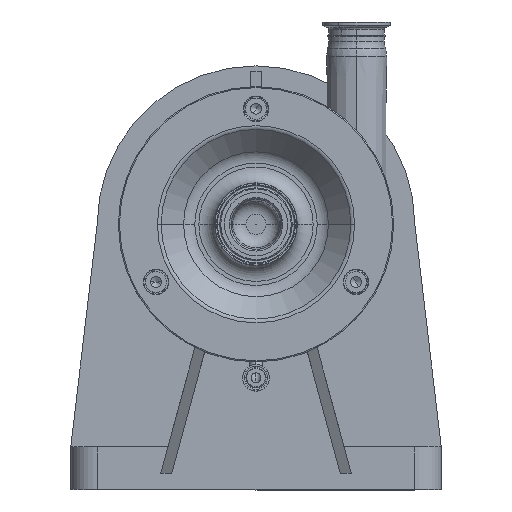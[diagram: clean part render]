
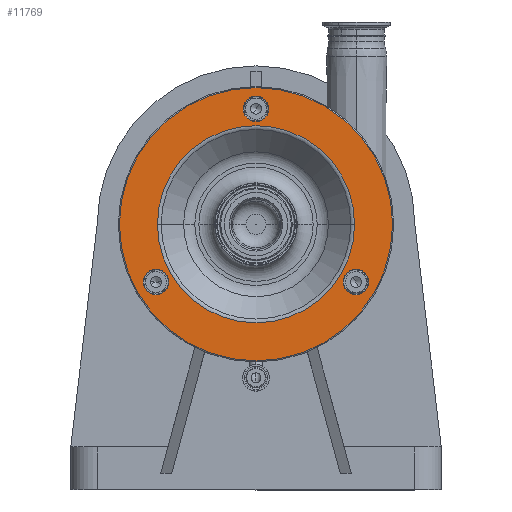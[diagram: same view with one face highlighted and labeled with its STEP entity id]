
A CAD part, top view. The second image highlights one B-rep face of the part: STEP entity #11769.
In plain terms, the highlighted planar face has unit normal (0, 0, 1).
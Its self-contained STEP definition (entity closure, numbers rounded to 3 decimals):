
#444 = CARTESIAN_POINT ( 'NONE',  ( 0., 250., 93.5 ) ) ;
#546 = VERTEX_POINT ( 'NONE', #12941 ) ;
#631 = DIRECTION ( 'NONE',  ( -1., 0., 0. ) ) ;
#715 = CARTESIAN_POINT ( 'NONE',  ( -82.397, 195.5, 93.5 ) ) ;
#1381 = CARTESIAN_POINT ( 'NONE',  ( 0., 250., 93.5 ) ) ;
#1524 = DIRECTION ( 'NONE',  ( 0., 0., -1. ) ) ;
#1580 = AXIS2_PLACEMENT_3D ( 'NONE', #444, #1524, #3062 ) ;
#1682 = ORIENTED_EDGE ( 'NONE', *, *, #16606, .F. ) ;
#2315 = CARTESIAN_POINT ( 'NONE',  ( 129., 250., 93.5 ) ) ;
#2531 = CIRCLE ( 'NONE', #4077, 12. ) ;
#2576 = EDGE_LOOP ( 'NONE', ( #17511, #1682 ) ) ;
#2635 = DIRECTION ( 'NONE',  ( 0., 0., -1. ) ) ;
#2797 = FACE_OUTER_BOUND ( 'NONE', #2576, .T. ) ;
#2824 = DIRECTION ( 'NONE',  ( 0., 0., -1. ) ) ;
#3062 = DIRECTION ( 'NONE',  ( -1., 0., 0. ) ) ;
#3400 = EDGE_LOOP ( 'NONE', ( #17120, #6137 ) ) ;
#3892 = CIRCLE ( 'NONE', #19054, 93.071 ) ;
#4077 = AXIS2_PLACEMENT_3D ( 'NONE', #12545, #11104, #18461 ) ;
#4178 = CIRCLE ( 'NONE', #16259, 12. ) ;
#4219 = EDGE_CURVE ( 'NONE', #16404, #6151, #17686, .T. ) ;
#4318 = CARTESIAN_POINT ( 'NONE',  ( 93.071, 250., 93.5 ) ) ;
#4386 = CIRCLE ( 'NONE', #1580, 129. ) ;
#4656 = ORIENTED_EDGE ( 'NONE', *, *, #5263, .T. ) ;
#4739 = EDGE_CURVE ( 'NONE', #546, #11035, #10254, .T. ) ;
#4977 = CARTESIAN_POINT ( 'NONE',  ( 0., 250., 93.5 ) ) ;
#5216 = DIRECTION ( 'NONE',  ( 0., 0., -1. ) ) ;
#5263 = EDGE_CURVE ( 'NONE', #11035, #546, #4178, .T. ) ;
#5329 = EDGE_CURVE ( 'NONE', #6151, #16404, #3892, .T. ) ;
#5497 = CARTESIAN_POINT ( 'NONE',  ( 0., 359., 93.5 ) ) ;
#5755 = EDGE_LOOP ( 'NONE', ( #7938, #12142 ) ) ;
#6073 = DIRECTION ( 'NONE',  ( 0., 0., -1. ) ) ;
#6137 = ORIENTED_EDGE ( 'NONE', *, *, #4219, .T. ) ;
#6151 = VERTEX_POINT ( 'NONE', #18997 ) ;
#6461 = CIRCLE ( 'NONE', #13591, 12. ) ;
#6831 = EDGE_LOOP ( 'NONE', ( #7043, #12090 ) ) ;
#6834 = AXIS2_PLACEMENT_3D ( 'NONE', #18078, #9348, #9058 ) ;
#7043 = ORIENTED_EDGE ( 'NONE', *, *, #11584, .T. ) ;
#7133 = FACE_BOUND ( 'NONE', #7500, .T. ) ;
#7241 = FACE_BOUND ( 'NONE', #3400, .T. ) ;
#7480 = VERTEX_POINT ( 'NONE', #13190 ) ;
#7500 = EDGE_LOOP ( 'NONE', ( #4656, #8571 ) ) ;
#7506 = CIRCLE ( 'NONE', #14950, 129. ) ;
#7647 = AXIS2_PLACEMENT_3D ( 'NONE', #5497, #11443, #17329 ) ;
#7938 = ORIENTED_EDGE ( 'NONE', *, *, #14504, .T. ) ;
#7986 = EDGE_CURVE ( 'NONE', #13089, #13612, #16007, .T. ) ;
#8320 = CARTESIAN_POINT ( 'NONE',  ( -12., 359., 93.5 ) ) ;
#8417 = FACE_BOUND ( 'NONE', #6831, .T. ) ;
#8429 = CIRCLE ( 'NONE', #17696, 12. ) ;
#8443 = CARTESIAN_POINT ( 'NONE',  ( 94.397, 195.5, 93.5 ) ) ;
#8571 = ORIENTED_EDGE ( 'NONE', *, *, #4739, .T. ) ;
#8890 = DIRECTION ( 'NONE',  ( -1., 0., 0. ) ) ;
#9058 = DIRECTION ( 'NONE',  ( -1., 0., 0. ) ) ;
#9348 = DIRECTION ( 'NONE',  ( 0., 0., -1. ) ) ;
#9910 = DIRECTION ( 'NONE',  ( -1., 0., 0. ) ) ;
#9974 = DIRECTION ( 'NONE',  ( -1., 0., 0. ) ) ;
#10206 = CARTESIAN_POINT ( 'NONE',  ( 106.397, 195.5, 93.5 ) ) ;
#10208 = CARTESIAN_POINT ( 'NONE',  ( -106.397, 195.5, 93.5 ) ) ;
#10254 = CIRCLE ( 'NONE', #6834, 12. ) ;
#11035 = VERTEX_POINT ( 'NONE', #10206 ) ;
#11104 = DIRECTION ( 'NONE',  ( 0., 0., -1. ) ) ;
#11437 = CARTESIAN_POINT ( 'NONE',  ( 0., 379., 93.5 ) ) ;
#11443 = DIRECTION ( 'NONE',  ( 0., 0., -1. ) ) ;
#11584 = EDGE_CURVE ( 'NONE', #17397, #17609, #8429, .T. ) ;
#11720 = CARTESIAN_POINT ( 'NONE',  ( 0., 250., 93.5 ) ) ;
#11769 = ADVANCED_FACE ( 'NONE', ( #7133, #8417, #13068, #2797, #7241 ), #14335, .F. ) ;
#11826 = AXIS2_PLACEMENT_3D ( 'NONE', #11720, #17423, #8890 ) ;
#12006 = DIRECTION ( 'NONE',  ( -1., 0., 0. ) ) ;
#12090 = ORIENTED_EDGE ( 'NONE', *, *, #18348, .T. ) ;
#12142 = ORIENTED_EDGE ( 'NONE', *, *, #7986, .T. ) ;
#12545 = CARTESIAN_POINT ( 'NONE',  ( 0., 359., 93.5 ) ) ;
#12941 = CARTESIAN_POINT ( 'NONE',  ( 82.397, 195.5, 93.5 ) ) ;
#13068 = FACE_BOUND ( 'NONE', #5755, .T. ) ;
#13089 = VERTEX_POINT ( 'NONE', #8320 ) ;
#13105 = DIRECTION ( 'NONE',  ( -1., 0., 0. ) ) ;
#13190 = CARTESIAN_POINT ( 'NONE',  ( -129., 250., 93.5 ) ) ;
#13457 = CARTESIAN_POINT ( 'NONE',  ( -94.397, 195.5, 93.5 ) ) ;
#13591 = AXIS2_PLACEMENT_3D ( 'NONE', #13457, #6073, #12006 ) ;
#13612 = VERTEX_POINT ( 'NONE', #17455 ) ;
#13959 = DIRECTION ( 'NONE',  ( -1., 0., 0. ) ) ;
#14318 = AXIS2_PLACEMENT_3D ( 'NONE', #11437, #17324, #9974 ) ;
#14335 = PLANE ( 'NONE',  #14318 ) ;
#14504 = EDGE_CURVE ( 'NONE', #13612, #13089, #2531, .T. ) ;
#14950 = AXIS2_PLACEMENT_3D ( 'NONE', #4977, #18375, #631 ) ;
#15928 = EDGE_CURVE ( 'NONE', #7480, #19149, #7506, .T. ) ;
#16007 = CIRCLE ( 'NONE', #7647, 12. ) ;
#16259 = AXIS2_PLACEMENT_3D ( 'NONE', #8443, #2824, #13105 ) ;
#16404 = VERTEX_POINT ( 'NONE', #4318 ) ;
#16606 = EDGE_CURVE ( 'NONE', #19149, #7480, #4386, .T. ) ;
#17120 = ORIENTED_EDGE ( 'NONE', *, *, #5329, .T. ) ;
#17324 = DIRECTION ( 'NONE',  ( 0., 0., -1. ) ) ;
#17329 = DIRECTION ( 'NONE',  ( -1., 0., 0. ) ) ;
#17397 = VERTEX_POINT ( 'NONE', #715 ) ;
#17423 = DIRECTION ( 'NONE',  ( 0., 0., -1. ) ) ;
#17455 = CARTESIAN_POINT ( 'NONE',  ( 12., 359., 93.5 ) ) ;
#17511 = ORIENTED_EDGE ( 'NONE', *, *, #15928, .F. ) ;
#17609 = VERTEX_POINT ( 'NONE', #10208 ) ;
#17686 = CIRCLE ( 'NONE', #11826, 93.071 ) ;
#17696 = AXIS2_PLACEMENT_3D ( 'NONE', #18319, #5216, #13959 ) ;
#18078 = CARTESIAN_POINT ( 'NONE',  ( 94.397, 195.5, 93.5 ) ) ;
#18319 = CARTESIAN_POINT ( 'NONE',  ( -94.397, 195.5, 93.5 ) ) ;
#18348 = EDGE_CURVE ( 'NONE', #17609, #17397, #6461, .T. ) ;
#18375 = DIRECTION ( 'NONE',  ( 0., 0., -1. ) ) ;
#18461 = DIRECTION ( 'NONE',  ( -1., 0., 0. ) ) ;
#18997 = CARTESIAN_POINT ( 'NONE',  ( -93.071, 250., 93.5 ) ) ;
#19054 = AXIS2_PLACEMENT_3D ( 'NONE', #1381, #2635, #9910 ) ;
#19149 = VERTEX_POINT ( 'NONE', #2315 ) ;
